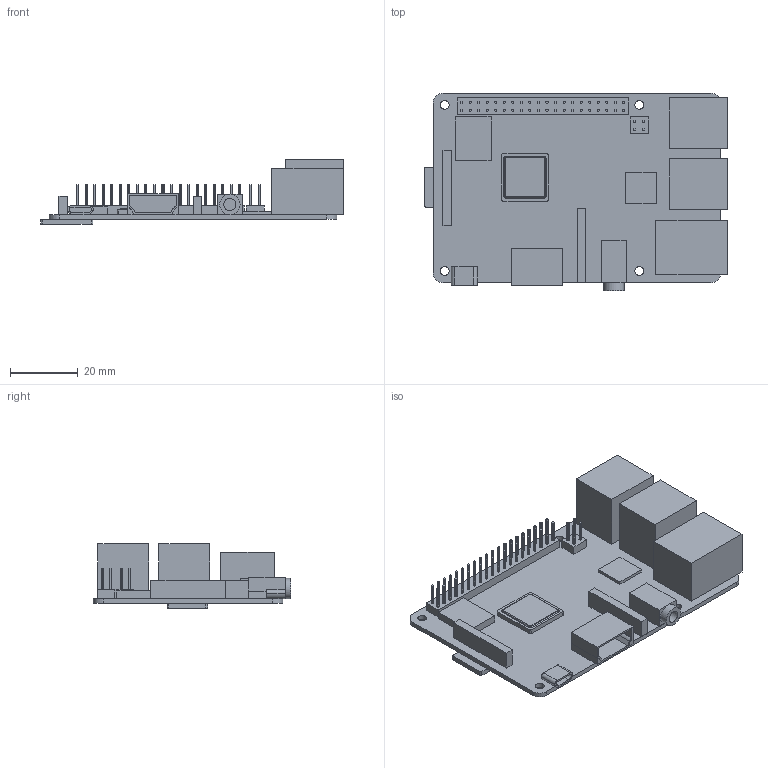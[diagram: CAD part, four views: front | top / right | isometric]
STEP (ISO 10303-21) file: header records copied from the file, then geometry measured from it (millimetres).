
FILE_DESCRIPTION(/* description */ (''),/* implementation_level */ '2;1');
FILE_NAME(/* name */ 'Raspberry Pi 3 Model B+ Reference Model.step',/* time_stamp */ '2020-04-10T12:37:53+02:00',/* author */ (''),/* organization */ (''),/* preprocessor_version */ 'ST-DEVELOPER v18',/* originating_system */ 'Autodesk Translation Framework v8.12.0.6',/* authorisation */ '');
FILE_SCHEMA (('AUTOMOTIVE_DESIGN { 1 0 10303 214 3 1 1 }'));
Length unit declared in the file: millimetre
Products named in the file (17): Raspberry Pi 3 Model B+; PCB; Ethernet plug; USB Plug 1; USB Plug 2; Raspberry Pi 3 Model B+_USB Plug (1) v1; A/V port; Camera port; HDMI Port; Power In plug; Display port; GPIO Pins; PoE Pins; CPU; LAN/BLE; USB Driver; MIcro SD
Assembly tree (16 placements, depth 3):
  Raspberry Pi 3 Model B+
    PCB
    Ethernet plug
    USB Plug 1
    USB Plug 2
      Raspberry Pi 3 Model B+_USB Plug (1) v1
    A/V port
    Camera port
    HDMI Port
    Power In plug
    Display port
    GPIO Pins
    PoE Pins
    CPU
    LAN/BLE
    USB Driver
    MIcro SD
Bounding box: 89.4 x 58.4 x 19.1 mm (x, y, z)
Volume: 18853.3 mm3; surface area: 26442.4 mm2
Topology: 69 solids, 69 shells, 699 faces, 1652 edges, 1098 vertices
Faces by surface type: plane 651, cylinder 40, bspline 4, torus 4
Full cylindrical faces by diameter (mm): 2.6 x4, 3.6 x1, 6 x1
Entity records: 20431 total; most frequent: CARTESIAN_POINT 3652, ORIENTED_EDGE 3304, DIRECTION 3188, EDGE_CURVE 1652, LINE 1558, VECTOR 1558, VERTEX_POINT 1098, AXIS2_PLACEMENT_3D 815
